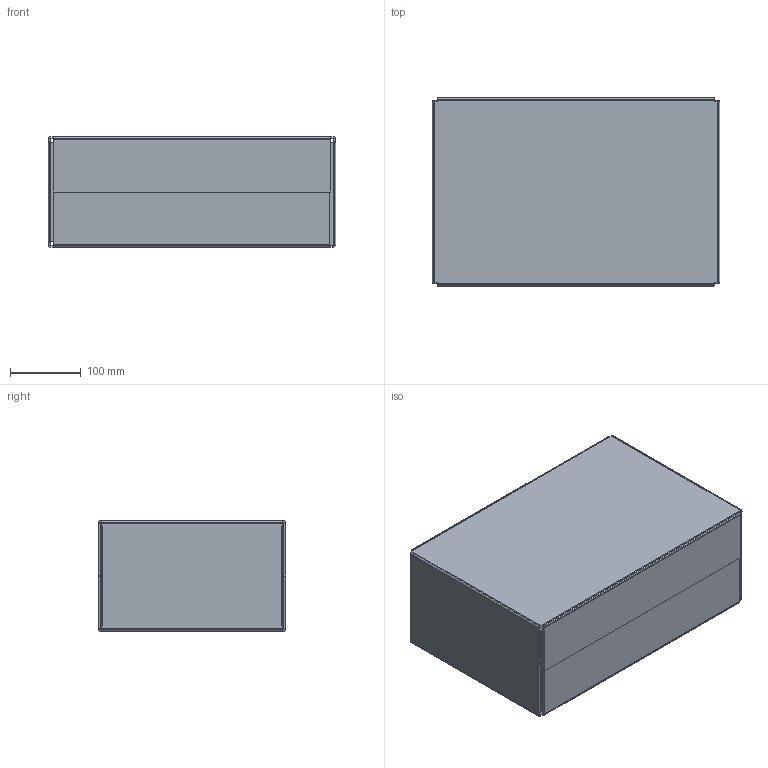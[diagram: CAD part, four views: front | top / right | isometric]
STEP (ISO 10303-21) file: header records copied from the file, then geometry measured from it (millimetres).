
FILE_DESCRIPTION(('CATIA V6 STEP','CAx-IF Rec.Pracs.--- Model Styling and Organization---1.4--- 2014-01-23'),'2;1');
FILE_NAME('Step_box.stp','2018-01-25T13:17:19+00:00',('none'),('none'),'3DEXPERIENCE PlatformUnofficial Packaging Version','3DEXPERIENCE Platform STEP AP214','none');
FILE_SCHEMA(('AUTOMOTIVE_DESIGN { 1 0 10303 214 1 1 1 1 }'));
Length unit declared in the file: millimetre
Products named in the file (2): ArtiosCAD Design; DESIGN2
Assembly tree (1 placements, depth 2):
  ArtiosCAD Design
    DESIGN2
Bounding box: 406.02 x 265.02 x 156.02 mm (x, y, z)
Volume: 1367461.7 mm3; surface area: 923376.4 mm2
Topology: 1 solids, 3 shells, 295 faces, 819 edges, 518 vertices
Faces by surface type: plane 203, cylinder 70, bspline 22
Entity records: 9317 total; most frequent: CARTESIAN_POINT 2042, ORIENTED_EDGE 1638, DIRECTION 1264, EDGE_CURVE 819, VECTOR 542, LINE 542, VERTEX_POINT 518, AXIS2_PLACEMENT_3D 466
